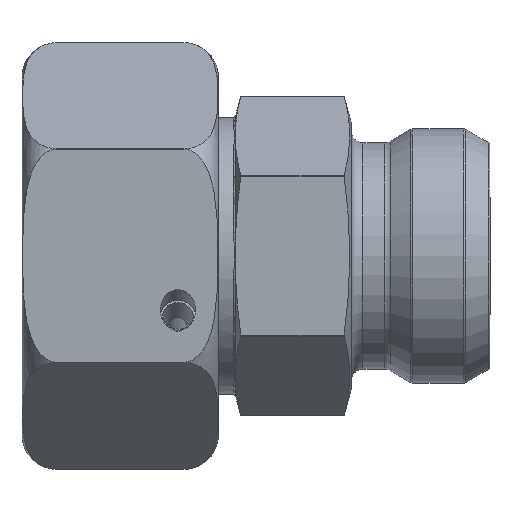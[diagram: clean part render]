
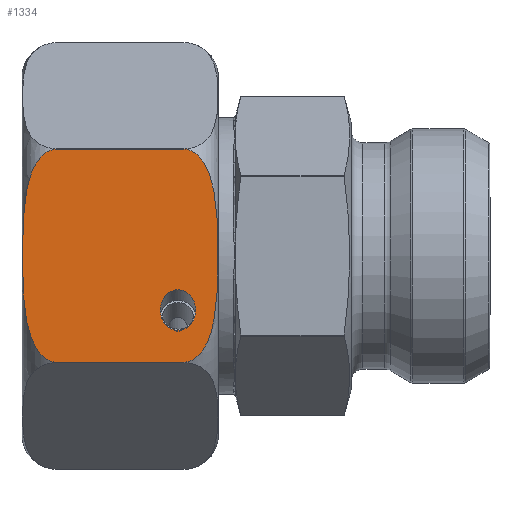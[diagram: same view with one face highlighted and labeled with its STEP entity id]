
A CAD part, top view. The second image highlights one B-rep face of the part: STEP entity #1334.
In plain terms, the highlighted face is planar.
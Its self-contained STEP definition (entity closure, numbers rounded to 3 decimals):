
#552=ELLIPSE('',#5594,1.758,1.523);
#842=LINE('',#8026,#1066);
#850=LINE('',#8048,#1074);
#1066=VECTOR('',#5969,1.);
#1074=VECTOR('',#5991,1.);
#1334=ADVANCED_FACE('',(#1959,#1960),#1619,.F.);
#1619=PLANE('',#5595);
#1959=FACE_BOUND('',#2085,.T.);
#1960=FACE_BOUND('',#2086,.T.);
#2085=EDGE_LOOP('',(#2661));
#2086=EDGE_LOOP('',(#2662,#2663,#2664,#2665));
#2661=ORIENTED_EDGE('',*,*,#4622,.T.);
#2662=ORIENTED_EDGE('',*,*,#4603,.T.);
#2663=ORIENTED_EDGE('',*,*,#4577,.T.);
#2664=ORIENTED_EDGE('',*,*,#4592,.T.);
#2665=ORIENTED_EDGE('',*,*,#4610,.T.);
#4072=VERTEX_POINT('',#7910);
#4073=VERTEX_POINT('',#7929);
#4085=VERTEX_POINT('',#8025);
#4093=VERTEX_POINT('',#8049);
#4105=VERTEX_POINT('',#8206);
#4577=EDGE_CURVE('',#4073,#4072,#5310,.T.);
#4592=EDGE_CURVE('',#4072,#4085,#842,.T.);
#4603=EDGE_CURVE('',#4093,#4073,#850,.T.);
#4610=EDGE_CURVE('',#4085,#4093,#5320,.T.);
#4622=EDGE_CURVE('',#4105,#4105,#552,.T.);
#5310=B_SPLINE_CURVE_WITH_KNOTS('',3,(#7911,#7912,#7913,#7914,#7915,#7916,
#7917,#7918,#7919,#7920,#7921,#7922,#7923,#7924,#7925,#7926,#7927,#7928),
 .UNSPECIFIED.,.F.,.F.,(4,2,2,2,2,2,2,2,4),(0.,0.063,0.125,0.25,0.5,0.75,
0.875,0.938,1.),.UNSPECIFIED.);
#5320=B_SPLINE_CURVE_WITH_KNOTS('',3,(#8142,#8143,#8144,#8145,#8146,#8147,
#8148,#8149,#8150,#8151,#8152,#8153,#8154,#8155,#8156,#8157,#8158,#8159),
 .UNSPECIFIED.,.F.,.F.,(4,2,2,2,2,2,2,2,4),(0.,0.063,0.125,0.25,0.5,0.75,
0.875,0.938,1.),.UNSPECIFIED.);
#5594=AXIS2_PLACEMENT_3D('',#8205,#6032,#6033);
#5595=AXIS2_PLACEMENT_3D('',#8207,#6034,#6035);
#5969=DIRECTION('',(1.,0.,0.));
#5991=DIRECTION('',(-1.,0.,0.));
#6032=DIRECTION('',(0.,0.5,-0.866));
#6033=DIRECTION('',(0.,-0.866,-0.5));
#6034=DIRECTION('',(0.,0.5,-0.866));
#6035=DIRECTION('',(0.,0.866,0.5));
#7910=CARTESIAN_POINT('',(3.,-15.981,9.249));
#7911=CARTESIAN_POINT('',(3.,-0.019,18.464));
#7912=CARTESIAN_POINT('',(2.557,-0.019,18.464));
#7913=CARTESIAN_POINT('',(2.138,-0.2,18.36));
#7914=CARTESIAN_POINT('',(1.489,-0.706,18.068));
#7915=CARTESIAN_POINT('',(1.241,-1.028,17.882));
#7916=CARTESIAN_POINT('',(0.656,-2.035,17.3));
#7917=CARTESIAN_POINT('',(0.454,-2.781,16.869));
#7918=CARTESIAN_POINT('',(0.057,-4.992,15.593));
#7919=CARTESIAN_POINT('',(0.048,-6.501,14.722));
#7920=CARTESIAN_POINT('',(0.048,-9.495,12.993));
#7921=CARTESIAN_POINT('',(0.055,-10.991,12.129));
#7922=CARTESIAN_POINT('',(0.455,-13.226,10.839));
#7923=CARTESIAN_POINT('',(0.66,-13.973,10.408));
#7924=CARTESIAN_POINT('',(1.242,-14.972,9.831));
#7925=CARTESIAN_POINT('',(1.488,-15.293,9.646));
#7926=CARTESIAN_POINT('',(2.139,-15.801,9.352));
#7927=CARTESIAN_POINT('',(2.556,-15.981,9.249));
#7928=CARTESIAN_POINT('',(3.,-15.981,9.249));
#7929=CARTESIAN_POINT('',(3.,-0.019,18.464));
#8025=CARTESIAN_POINT('',(14.,-15.981,9.249));
#8026=CARTESIAN_POINT('',(0.,-15.981,9.249));
#8048=CARTESIAN_POINT('',(0.,-0.019,18.464));
#8049=CARTESIAN_POINT('',(14.,-0.019,18.464));
#8142=CARTESIAN_POINT('',(14.,-15.981,9.249));
#8143=CARTESIAN_POINT('',(14.443,-15.981,9.249));
#8144=CARTESIAN_POINT('',(14.862,-15.8,9.353));
#8145=CARTESIAN_POINT('',(15.511,-15.294,9.645));
#8146=CARTESIAN_POINT('',(15.759,-14.972,9.831));
#8147=CARTESIAN_POINT('',(16.344,-13.965,10.413));
#8148=CARTESIAN_POINT('',(16.546,-13.219,10.843));
#8149=CARTESIAN_POINT('',(16.943,-11.008,12.12));
#8150=CARTESIAN_POINT('',(16.952,-9.499,12.991));
#8151=CARTESIAN_POINT('',(16.952,-6.505,14.719));
#8152=CARTESIAN_POINT('',(16.945,-5.009,15.584));
#8153=CARTESIAN_POINT('',(16.545,-2.774,16.873));
#8154=CARTESIAN_POINT('',(16.34,-2.027,17.305));
#8155=CARTESIAN_POINT('',(15.758,-1.028,17.882));
#8156=CARTESIAN_POINT('',(15.512,-0.707,18.067));
#8157=CARTESIAN_POINT('',(14.861,-0.199,18.36));
#8158=CARTESIAN_POINT('',(14.444,-0.019,18.464));
#8159=CARTESIAN_POINT('',(14.,-0.019,18.464));
#8205=CARTESIAN_POINT('',(13.5,-12.078,11.502));
#8206=CARTESIAN_POINT('',(13.5,-13.6,10.623));
#8207=CARTESIAN_POINT('',(25.,0.,18.475));
